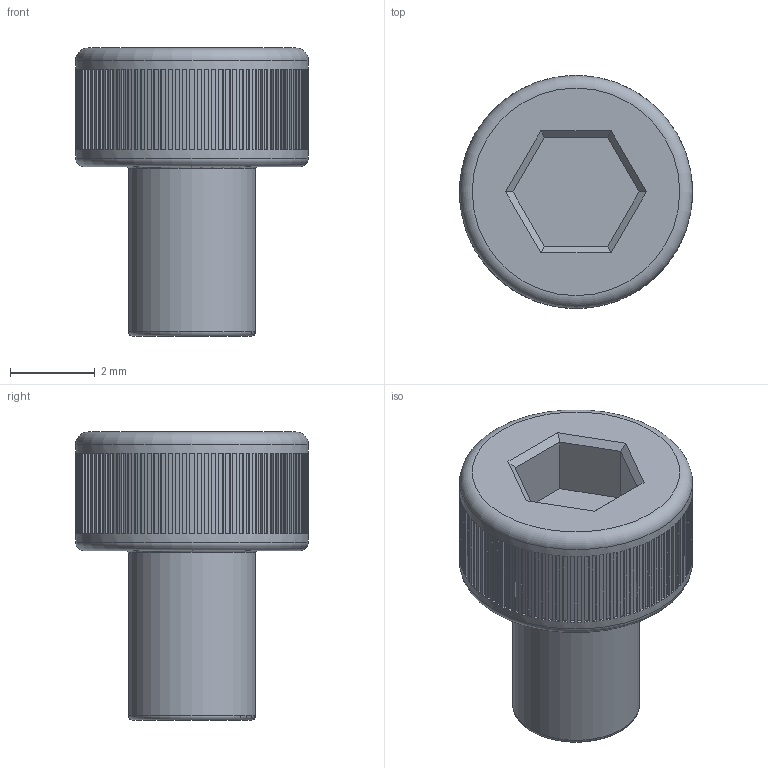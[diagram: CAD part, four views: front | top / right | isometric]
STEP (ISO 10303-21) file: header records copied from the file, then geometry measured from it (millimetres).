
FILE_DESCRIPTION(/* description */ (''),/* implementation_level */ '2;1');
FILE_NAME(/* name */ 'M3 Screw - 4mm.step',/* time_stamp */ '2020-08-16T23:55:44+02:00',/* author */ (''),/* organization */ (''),/* preprocessor_version */ 'ST-DEVELOPER v18.1',/* originating_system */ 'Autodesk Translation Framework v9.3.0.1241',/* authorisation */ '');
FILE_SCHEMA (('AUTOMOTIVE_DESIGN { 1 0 10303 214 3 1 1 }'));
Length unit declared in the file: millimetre
Products named in the file (1): (Unsaved)
Bounding box: 5.5 x 5.5 x 6.8 mm (x, y, z)
Volume: 84.6 mm3; surface area: 161.9 mm2
Topology: 1 solids, 1 shells, 522 faces, 1249 edges, 830 vertices
Faces by surface type: plane 516, torus 4, cylinder 2
Full cylindrical faces by diameter (mm): 3 x1, 5.5 x1
Entity records: 15045 total; most frequent: CARTESIAN_POINT 2602, DIRECTION 2511, ORIENTED_EDGE 2498, EDGE_CURVE 1249, LINE 1033, VECTOR 1033, VERTEX_POINT 830, AXIS2_PLACEMENT_3D 739
